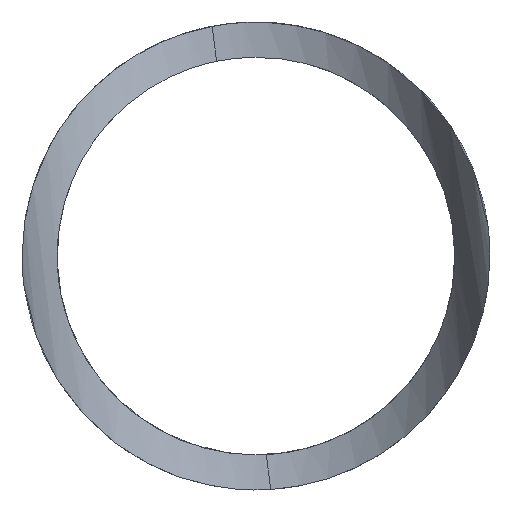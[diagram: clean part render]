
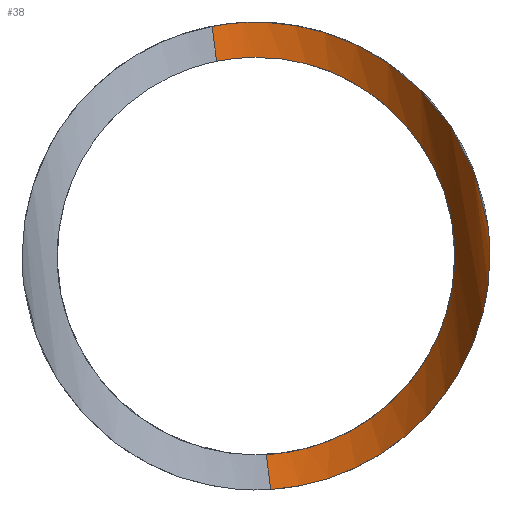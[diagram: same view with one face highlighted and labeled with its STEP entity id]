
A CAD part, left-side view. The second image highlights one B-rep face of the part: STEP entity #38.
In plain terms, the highlighted cylindrical face has radius 10 mm (diameter 20 mm), a partial arc.
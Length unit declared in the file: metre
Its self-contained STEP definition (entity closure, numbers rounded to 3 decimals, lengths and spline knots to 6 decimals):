
#38=ADVANCED_FACE('0:2690',(#73),#74,.F.);
#73=FACE_OUTER_BOUND('',#103,.T.);
#74=CYLINDRICAL_SURFACE('',#104,0.01);
#103=EDGE_LOOP('',(#148,#149,#150,#151,#152,#153,#154,#155));
#104=AXIS2_PLACEMENT_3D('',#156,#157,#158);
#148=ORIENTED_EDGE('',*,*,#206,.T.);
#149=ORIENTED_EDGE('',*,*,#201,.T.);
#150=ORIENTED_EDGE('',*,*,#211,.T.);
#151=ORIENTED_EDGE('',*,*,#212,.T.);
#152=ORIENTED_EDGE('',*,*,#208,.T.);
#153=ORIENTED_EDGE('',*,*,#194,.T.);
#154=ORIENTED_EDGE('',*,*,#213,.T.);
#155=ORIENTED_EDGE('',*,*,#214,.F.);
#156=CARTESIAN_POINT('',(-1.975813,0.285882,0.142563));
#157=DIRECTION('',(0.084,0.125,0.989));
#158=DIRECTION('',(-0.995,-0.052,0.091));
#194=EDGE_CURVE('',#227,#224,#228,.T.);
#201=EDGE_CURVE('',#240,#237,#241,.T.);
#206=EDGE_CURVE('',#248,#240,#249,.T.);
#208=EDGE_CURVE('',#251,#227,#252,.T.);
#211=EDGE_CURVE('',#237,#255,#256,.T.);
#212=EDGE_CURVE('0:4953',#255,#251,#257,.T.);
#213=EDGE_CURVE('',#224,#258,#259,.T.);
#214=EDGE_CURVE('',#248,#258,#260,.F.);
#224=VERTEX_POINT('',#272);
#227=VERTEX_POINT('',#276);
#228=ELLIPSE('',#277,0.013583,0.01);
#237=VERTEX_POINT('',#287);
#240=VERTEX_POINT('',#291);
#241=B_SPLINE_CURVE_WITH_KNOTS('',3,(#292,#293,#294,#295),.UNSPECIFIED.,.F.,.F.,(4,4),(-0.491046,-0.461431),.UNSPECIFIED.);
#248=VERTEX_POINT('',#317);
#249=LINE('',#318,#319);
#251=VERTEX_POINT('',#321);
#252=LINE('',#322,#323);
#255=VERTEX_POINT('',#329);
#256=B_SPLINE_CURVE_WITH_KNOTS('',3,(#330,#331,#332,#333,#334,#335,#336,#337,#338,#339,#340,#341,#342,#343),.UNSPECIFIED.,.F.,.F.,(4,1,1,1,1,1,1,1,1,1,1,4),(-0.461431,-0.4375,-0.375,-0.3125,-0.28125,-0.25,-0.21875,-0.1875,-0.15625,-0.125,-0.0625,-0.0),.UNSPECIFIED.);
#257=B_SPLINE_CURVE_WITH_KNOTS('',3,(#344,#345,#346,#347),.UNSPECIFIED.,.F.,.F.,(4,4),(-1.0,-0.969164),.UNSPECIFIED.);
#258=VERTEX_POINT('',#348);
#259=ELLIPSE('',#349,0.013583,0.01);
#260=ELLIPSE('',#350,0.014776,0.01);
#272=CARTESIAN_POINT('',(-1.974847,0.275604,0.140364));
#276=CARTESIAN_POINT('',(-1.966825,0.284976,0.130384));
#277=AXIS2_PLACEMENT_3D('',#362,#363,#364);
#287=CARTESIAN_POINT('',(-1.965318,0.285604,0.148858));
#291=CARTESIAN_POINT('',(-1.965273,0.287291,0.148693));
#292=CARTESIAN_POINT('',(-1.965273,0.287291,0.148693));
#293=CARTESIAN_POINT('',(-1.965237,0.286738,0.148802));
#294=CARTESIAN_POINT('',(-1.965253,0.286168,0.148857));
#295=CARTESIAN_POINT('',(-1.965318,0.285604,0.148858));
#317=CARTESIAN_POINT('',(-1.965144,0.28748,0.150187));
#318=CARTESIAN_POINT('',(-1.965868,0.286401,0.141653));
#319=VECTOR('',#380,1.0);
#321=CARTESIAN_POINT('',(-1.966702,0.285165,0.131879));
#322=CARTESIAN_POINT('',(-1.965868,0.286401,0.141653));
#323=VECTOR('',#384,1.0);
#329=CARTESIAN_POINT('',(-1.966739,0.283421,0.132149));
#330=CARTESIAN_POINT('',(-1.965318,0.285604,0.148858));
#331=CARTESIAN_POINT('',(-1.96537,0.285149,0.148859));
#332=CARTESIAN_POINT('',(-1.965674,0.283515,0.148736));
#333=CARTESIAN_POINT('',(-1.966858,0.281031,0.147752));
#334=CARTESIAN_POINT('',(-1.968486,0.279142,0.146043));
#335=CARTESIAN_POINT('',(-1.969724,0.278025,0.144317));
#336=CARTESIAN_POINT('',(-1.970498,0.277403,0.142807));
#337=CARTESIAN_POINT('',(-1.97084,0.277066,0.141041));
#338=CARTESIAN_POINT('',(-1.970533,0.277119,0.139241));
#339=CARTESIAN_POINT('',(-1.969866,0.27751,0.13761));
#340=CARTESIAN_POINT('',(-1.968808,0.278394,0.135644));
#341=CARTESIAN_POINT('',(-1.967491,0.28016,0.133549));
#342=CARTESIAN_POINT('',(-1.966861,0.28227,0.132455));
#343=CARTESIAN_POINT('',(-1.966739,0.283421,0.132149));
#344=CARTESIAN_POINT('',(-1.966739,0.283421,0.132149));
#345=CARTESIAN_POINT('',(-1.966679,0.283988,0.131998));
#346=CARTESIAN_POINT('',(-1.966668,0.284576,0.131909));
#347=CARTESIAN_POINT('',(-1.966702,0.285165,0.131879));
#348=CARTESIAN_POINT('',(-1.976,0.275683,0.141618));
#349=AXIS2_PLACEMENT_3D('',#385,#386,#387);
#350=AXIS2_PLACEMENT_3D('',#388,#389,#390);
#362=CARTESIAN_POINT('',(-1.976,0.285604,0.140364));
#363=DIRECTION('',(-0.736,-0.085,-0.671));
#364=DIRECTION('',(-0.677,0.092,0.73));
#380=DIRECTION('',(-0.084,-0.125,-0.989));
#384=DIRECTION('',(-0.084,-0.125,-0.989));
#385=CARTESIAN_POINT('',(-1.976,0.285604,0.140364));
#386=DIRECTION('',(-0.736,-0.085,-0.671));
#387=DIRECTION('',(-0.677,0.092,0.73));
#388=CARTESIAN_POINT('',(-1.976,0.285604,0.140364));
#389=DIRECTION('',(-0.677,0.092,0.73));
#390=DIRECTION('',(-0.736,-0.085,-0.671));
